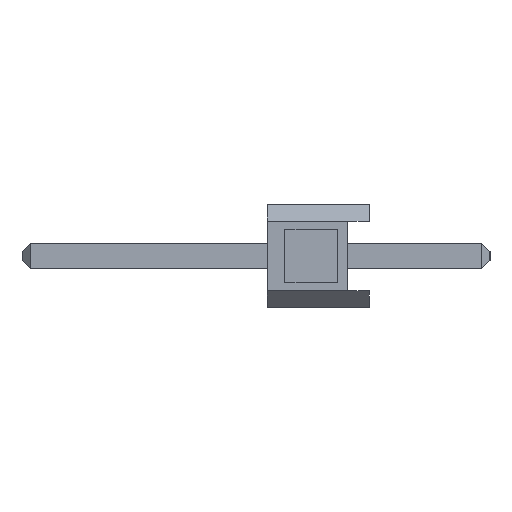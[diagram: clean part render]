
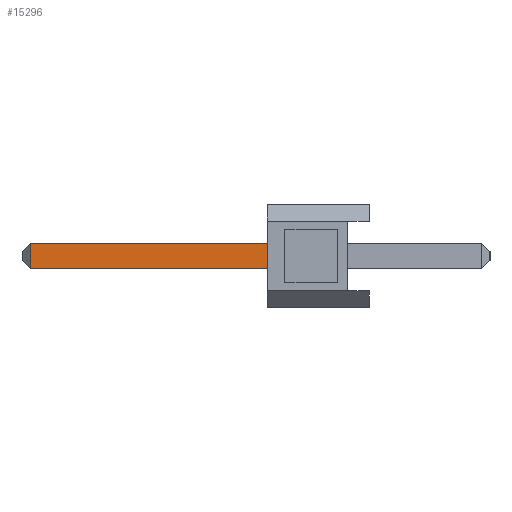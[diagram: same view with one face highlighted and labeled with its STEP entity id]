
A CAD part, left-side view. The second image highlights one B-rep face of the part: STEP entity #15296.
In plain terms, the highlighted planar face has unit normal (-1, 0, 0).
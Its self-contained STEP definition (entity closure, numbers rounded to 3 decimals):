
#152 = VECTOR ( 'NONE', #1418, 1000. ) ;
#1418 = DIRECTION ( 'NONE',  ( 0., 1., 0. ) ) ;
#1788 = LINE ( 'NONE', #14181, #14458 ) ;
#2480 = CARTESIAN_POINT ( 'NONE',  ( -0.32, 8.44, -0.32 ) ) ;
#3488 = ORIENTED_EDGE ( 'NONE', *, *, #25818, .T. ) ;
#5191 = VECTOR ( 'NONE', #6449, 1000. ) ;
#5550 = AXIS2_PLACEMENT_3D ( 'NONE', #18566, #21338, #26881 ) ;
#6322 = EDGE_CURVE ( 'NONE', #23711, #7285, #21840, .T. ) ;
#6449 = DIRECTION ( 'NONE',  ( 0., 1., 0. ) ) ;
#7182 = CARTESIAN_POINT ( 'NONE',  ( -0.32, -3., 0.32 ) ) ;
#7285 = VERTEX_POINT ( 'NONE', #21245 ) ;
#7989 = LINE ( 'NONE', #19188, #35895 ) ;
#12100 = FACE_OUTER_BOUND ( 'NONE', #32818, .T. ) ;
#12834 = LINE ( 'NONE', #35017, #5191 ) ;
#14181 = CARTESIAN_POINT ( 'NONE',  ( -0.32, 8.44, -0.32 ) ) ;
#14458 = VECTOR ( 'NONE', #33937, 1000. ) ;
#15296 = ADVANCED_FACE ( 'NONE', ( #12100 ), #21101, .T. ) ;
#15425 = EDGE_CURVE ( 'NONE', #23711, #33790, #7989, .T. ) ;
#16748 = VERTEX_POINT ( 'NONE', #2480 ) ;
#18566 = CARTESIAN_POINT ( 'NONE',  ( -0.32, -3., -0.32 ) ) ;
#19188 = CARTESIAN_POINT ( 'NONE',  ( -0.32, 2.54, 0. ) ) ;
#21101 = PLANE ( 'NONE',  #5550 ) ;
#21245 = CARTESIAN_POINT ( 'NONE',  ( -0.32, 8.44, 0.32 ) ) ;
#21338 = DIRECTION ( 'NONE',  ( -1., 0., 0. ) ) ;
#21840 = LINE ( 'NONE', #7182, #152 ) ;
#23711 = VERTEX_POINT ( 'NONE', #35237 ) ;
#24859 = DIRECTION ( 'NONE',  ( 0., 0., -1. ) ) ;
#25463 = ORIENTED_EDGE ( 'NONE', *, *, #6322, .T. ) ;
#25818 = EDGE_CURVE ( 'NONE', #7285, #16748, #1788, .T. ) ;
#26879 = ORIENTED_EDGE ( 'NONE', *, *, #15425, .F. ) ;
#26881 = DIRECTION ( 'NONE',  ( 0., 0., 1. ) ) ;
#29739 = ORIENTED_EDGE ( 'NONE', *, *, #34570, .F. ) ;
#30411 = CARTESIAN_POINT ( 'NONE',  ( -0.32, 2.54, -0.32 ) ) ;
#32818 = EDGE_LOOP ( 'NONE', ( #25463, #3488, #29739, #26879 ) ) ;
#33790 = VERTEX_POINT ( 'NONE', #30411 ) ;
#33937 = DIRECTION ( 'NONE',  ( 0., 0., -1. ) ) ;
#34570 = EDGE_CURVE ( 'NONE', #33790, #16748, #12834, .T. ) ;
#35017 = CARTESIAN_POINT ( 'NONE',  ( -0.32, -3., -0.32 ) ) ;
#35237 = CARTESIAN_POINT ( 'NONE',  ( -0.32, 2.54, 0.32 ) ) ;
#35895 = VECTOR ( 'NONE', #24859, 1000. ) ;
